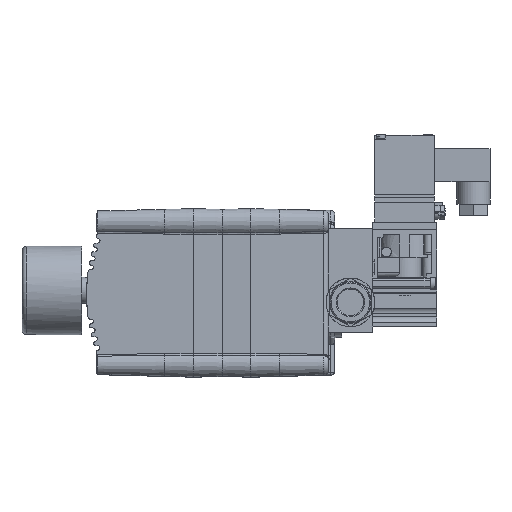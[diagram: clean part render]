
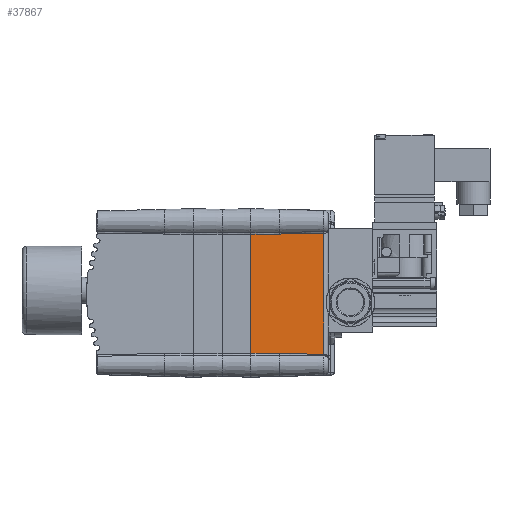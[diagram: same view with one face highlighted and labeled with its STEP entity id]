
A CAD part, left-side view. The second image highlights one B-rep face of the part: STEP entity #37867.
In plain terms, the highlighted planar face has unit normal (-1, -0.026, 0).
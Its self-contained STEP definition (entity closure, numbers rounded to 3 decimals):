
#610=B_SPLINE_CURVE_WITH_KNOTS('',3,(#63319,#63320,#63321,#63322),
 .UNSPECIFIED.,.F.,.F.,(4,4),(0.,0.013),
 .UNSPECIFIED.);
#624=B_SPLINE_CURVE_WITH_KNOTS('',3,(#63942,#63943,#63944,#63945),
 .UNSPECIFIED.,.F.,.F.,(4,4),(0.,0.013),.UNSPECIFIED.);
#715=B_SPLINE_CURVE_WITH_KNOTS('',3,(#76885,#76886,#76887,#76888,#76889,
#76890),.UNSPECIFIED.,.F.,.F.,(4,2,4),(0.,0.013,0.02),
 .UNSPECIFIED.);
#716=B_SPLINE_CURVE_WITH_KNOTS('',3,(#76891,#76892,#76893,#76894,#76895,
#76896,#76897),.UNSPECIFIED.,.F.,.F.,(4,3,4),(0.,0.013,
0.02),.UNSPECIFIED.);
#1751=PLANE('',#41113);
#4192=FACE_OUTER_BOUND('',#6706,.T.);
#6706=EDGE_LOOP('',(#29845,#29846,#29847,#29848,#29849,#29850,#29851,#29852));
#9293=LINE('',#62657,#12670);
#9467=LINE('',#65174,#12844);
#9563=LINE('',#65866,#12940);
#9638=LINE('',#76884,#13015);
#12670=VECTOR('',#46913,0.012);
#12844=VECTOR('',#47531,53.805);
#12940=VECTOR('',#47891,0.034);
#13015=VECTOR('',#48314,54.578);
#17581=VERTEX_POINT('',#62642);
#17582=VERTEX_POINT('',#62656);
#17658=VERTEX_POINT('',#63300);
#17660=VERTEX_POINT('',#63318);
#17711=VERTEX_POINT('',#63919);
#17923=VERTEX_POINT('',#65865);
#18014=VERTEX_POINT('',#69665);
#18021=VERTEX_POINT('',#70680);
#21527=EDGE_CURVE('',#17581,#17582,#9293,.T.);
#21624=EDGE_CURVE('',#17660,#17658,#610,.T.);
#21693=EDGE_CURVE('',#17581,#17711,#624,.T.);
#21881=EDGE_CURVE('',#17660,#17711,#9467,.T.);
#22052=EDGE_CURVE('',#17923,#17658,#9563,.T.);
#22294=EDGE_CURVE('',#18021,#18014,#9638,.T.);
#22295=EDGE_CURVE('',#18014,#17582,#715,.T.);
#22296=EDGE_CURVE('',#17923,#18021,#716,.T.);
#29845=ORIENTED_EDGE('',*,*,#22294,.T.);
#29846=ORIENTED_EDGE('',*,*,#22295,.T.);
#29847=ORIENTED_EDGE('',*,*,#21527,.F.);
#29848=ORIENTED_EDGE('',*,*,#21693,.T.);
#29849=ORIENTED_EDGE('',*,*,#21881,.F.);
#29850=ORIENTED_EDGE('',*,*,#21624,.T.);
#29851=ORIENTED_EDGE('',*,*,#22052,.F.);
#29852=ORIENTED_EDGE('',*,*,#22296,.T.);
#37867=ADVANCED_FACE('',(#4192),#1751,.T.);
#41113=AXIS2_PLACEMENT_3D('',#76883,#48312,#48313);
#46913=DIRECTION('',(0.,0.,1.));
#47531=DIRECTION('',(0.,0.,1.));
#47891=DIRECTION('',(0.,0.,-1.));
#48312=DIRECTION('center_axis',(-1.,-0.026,
0.));
#48313=DIRECTION('ref_axis',(0.,0.,1.));
#48314=DIRECTION('',(0.,0.,1.));
#62642=CARTESIAN_POINT('',(-118.848,-51.104,26.59));
#62656=CARTESIAN_POINT('',(-118.848,-51.104,26.602));
#62657=CARTESIAN_POINT('',(-118.848,-51.104,-27.487));
#63300=CARTESIAN_POINT('',(-118.848,-51.104,-27.52));
#63318=CARTESIAN_POINT('',(-119.189,-38.104,-27.373));
#63319=CARTESIAN_POINT('Ctrl Pts',(-119.189,-38.104,
-27.373));
#63320=CARTESIAN_POINT('Ctrl Pts',(-119.075,-42.437,-27.421));
#63321=CARTESIAN_POINT('Ctrl Pts',(-118.962,-46.771,
-27.471));
#63322=CARTESIAN_POINT('Ctrl Pts',(-118.848,-51.104,
-27.52));
#63919=CARTESIAN_POINT('',(-119.189,-38.104,26.432));
#63942=CARTESIAN_POINT('Ctrl Pts',(-118.848,-51.104,
26.59));
#63943=CARTESIAN_POINT('Ctrl Pts',(-118.962,-46.771,26.537));
#63944=CARTESIAN_POINT('Ctrl Pts',(-119.075,-42.437,
26.484));
#63945=CARTESIAN_POINT('Ctrl Pts',(-119.189,-38.104,
26.432));
#65174=CARTESIAN_POINT('',(-119.189,-38.104,-27.373));
#65865=CARTESIAN_POINT('',(-118.848,-51.104,-27.487));
#65866=CARTESIAN_POINT('',(-118.848,-51.104,-30.048));
#69665=CARTESIAN_POINT('',(-118.323,-71.156,26.855));
#70680=CARTESIAN_POINT('',(-118.323,-71.156,-27.723));
#76883=CARTESIAN_POINT('Origin',(-118.835,-51.604,27.102));
#76884=CARTESIAN_POINT('',(-118.323,-71.156,-27.723));
#76885=CARTESIAN_POINT('Ctrl Pts',(-118.323,-71.156,26.855));
#76886=CARTESIAN_POINT('Ctrl Pts',(-118.435,-66.898,26.8));
#76887=CARTESIAN_POINT('Ctrl Pts',(-118.546,-62.64,26.746));
#76888=CARTESIAN_POINT('Ctrl Pts',(-118.721,-55.956,
26.662));
#76889=CARTESIAN_POINT('Ctrl Pts',(-118.785,-53.53,
26.632));
#76890=CARTESIAN_POINT('Ctrl Pts',(-118.848,-51.104,
26.602));
#76891=CARTESIAN_POINT('Ctrl Pts',(-118.848,-51.104,
-27.487));
#76892=CARTESIAN_POINT('Ctrl Pts',(-118.735,-55.445,-27.536));
#76893=CARTESIAN_POINT('Ctrl Pts',(-118.621,-59.787,
-27.587));
#76894=CARTESIAN_POINT('Ctrl Pts',(-118.507,-64.129,
-27.638));
#76895=CARTESIAN_POINT('Ctrl Pts',(-118.446,-66.471,
-27.666));
#76896=CARTESIAN_POINT('Ctrl Pts',(-118.385,-68.814,
-27.694));
#76897=CARTESIAN_POINT('Ctrl Pts',(-118.323,-71.156,
-27.723));
